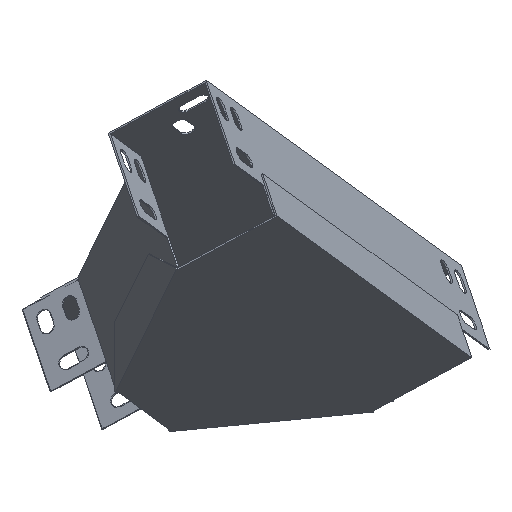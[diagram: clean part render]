
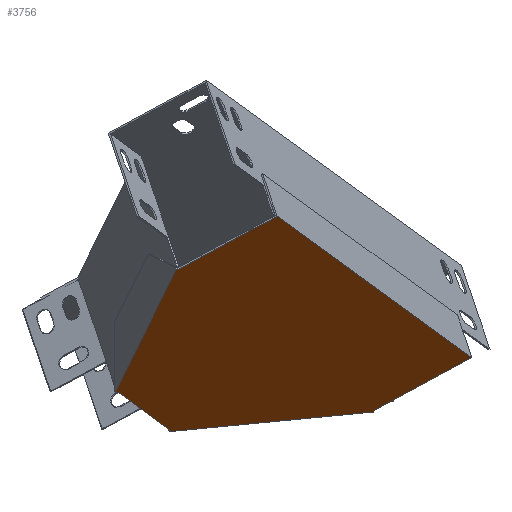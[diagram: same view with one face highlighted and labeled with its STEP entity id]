
A CAD part, front view. The second image highlights one B-rep face of the part: STEP entity #3756.
In plain terms, the highlighted planar face has unit normal (0.283, -0.485, -0.827).
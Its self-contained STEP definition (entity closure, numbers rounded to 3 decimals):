
#7 = VECTOR ( 'NONE', #5071, 1000. ) ;
#12 = DIRECTION ( 'NONE',  ( -0.283, 0.485, 0.827 ) ) ;
#35 = ORIENTED_EDGE ( 'NONE', *, *, #4901, .T. ) ;
#58 = CARTESIAN_POINT ( 'NONE',  ( -27.487, 118.101, 145.33 ) ) ;
#413 = ORIENTED_EDGE ( 'NONE', *, *, #5167, .T. ) ;
#548 = VECTOR ( 'NONE', #1632, 1000. ) ;
#607 = VECTOR ( 'NONE', #4097, 1000. ) ;
#778 = CARTESIAN_POINT ( 'NONE',  ( -32.544, 238.727, 72.817 ) ) ;
#792 = VECTOR ( 'NONE', #2850, 1000. ) ;
#834 = EDGE_CURVE ( 'NONE', #3785, #852, #2342, .T. ) ;
#852 = VERTEX_POINT ( 'NONE', #3604 ) ;
#907 = CARTESIAN_POINT ( 'NONE',  ( -31.505, 239.163, 72.917 ) ) ;
#917 = CARTESIAN_POINT ( 'NONE',  ( -55.506, 195.5, 90.331 ) ) ;
#1064 = LINE ( 'NONE', #4663, #7 ) ;
#1132 = CARTESIAN_POINT ( 'NONE',  ( 59.829, 276.171, 82.429 ) ) ;
#1148 = FACE_OUTER_BOUND ( 'NONE', #4260, .T. ) ;
#1180 = DIRECTION ( 'NONE',  ( 0.919, 0.385, 0.088 ) ) ;
#1231 = VERTEX_POINT ( 'NONE', #2560 ) ;
#1263 = CARTESIAN_POINT ( 'NONE',  ( -54.771, 195.808, 90.402 ) ) ;
#1595 = VECTOR ( 'NONE', #3561, 1000. ) ;
#1632 = DIRECTION ( 'NONE',  ( 0.455, 0.827, -0.33 ) ) ;
#1682 = CARTESIAN_POINT ( 'NONE',  ( -28.222, 117.793, 145.26 ) ) ;
#1707 = VERTEX_POINT ( 'NONE', #3986 ) ;
#1708 = EDGE_CURVE ( 'NONE', #1231, #4974, #4193, .T. ) ;
#1727 = ORIENTED_EDGE ( 'NONE', *, *, #1916, .F. ) ;
#1783 = ORIENTED_EDGE ( 'NONE', *, *, #3159, .T. ) ;
#1849 = LINE ( 'NONE', #1963, #1595 ) ;
#1916 = EDGE_CURVE ( 'NONE', #2558, #4639, #1064, .T. ) ;
#1963 = CARTESIAN_POINT ( 'NONE',  ( 15.965, 103.963, 168.484 ) ) ;
#1980 = CARTESIAN_POINT ( 'NONE',  ( 59.829, 276.171, 82.429 ) ) ;
#2004 = VERTEX_POINT ( 'NONE', #4216 ) ;
#2007 = PLANE ( 'NONE',  #4422 ) ;
#2293 = ORIENTED_EDGE ( 'NONE', *, *, #834, .T. ) ;
#2322 = DIRECTION ( 'NONE',  ( 0.276, -0.785, 0.555 ) ) ;
#2342 = LINE ( 'NONE', #1263, #3294 ) ;
#2393 = CARTESIAN_POINT ( 'NONE',  ( 16.126, 102.801, 169.221 ) ) ;
#2465 = ORIENTED_EDGE ( 'NONE', *, *, #3217, .F. ) ;
#2558 = VERTEX_POINT ( 'NONE', #907 ) ;
#2560 = CARTESIAN_POINT ( 'NONE',  ( 59.443, 277.27, 81.652 ) ) ;
#2593 = ORIENTED_EDGE ( 'NONE', *, *, #2994, .T. ) ;
#2799 = DIRECTION ( 'NONE',  ( 0.919, 0.385, 0.088 ) ) ;
#2803 = DIRECTION ( 'NONE',  ( -0.455, -0.827, 0.33 ) ) ;
#2850 = DIRECTION ( 'NONE',  ( 0.919, 0.385, 0.088 ) ) ;
#2994 = EDGE_CURVE ( 'NONE', #852, #4639, #4964, .T. ) ;
#3012 = VECTOR ( 'NONE', #2322, 1000. ) ;
#3048 = VECTOR ( 'NONE', #4013, 1000. ) ;
#3159 = EDGE_CURVE ( 'NONE', #2558, #1231, #4332, .T. ) ;
#3217 = EDGE_CURVE ( 'NONE', #2004, #1707, #3992, .T. ) ;
#3230 = CARTESIAN_POINT ( 'NONE',  ( -54.22, 196.039, 90.455 ) ) ;
#3294 = VECTOR ( 'NONE', #2799, 1000. ) ;
#3376 = CARTESIAN_POINT ( 'NONE',  ( -31.119, 238.064, 73.693 ) ) ;
#3561 = DIRECTION ( 'NONE',  ( -0.845, 0.283, -0.455 ) ) ;
#3581 = CARTESIAN_POINT ( 'NONE',  ( -55.818, 196.389, 89.703 ) ) ;
#3604 = CARTESIAN_POINT ( 'NONE',  ( -54.22, 196.039, 90.455 ) ) ;
#3606 = LINE ( 'NONE', #3581, #4769 ) ;
#3756 = ADVANCED_FACE ( 'NONE', ( #1148 ), #2007, .F. ) ;
#3785 = VERTEX_POINT ( 'NONE', #917 ) ;
#3986 = CARTESIAN_POINT ( 'NONE',  ( 103.406, 261.576, 105.894 ) ) ;
#3992 = LINE ( 'NONE', #2393, #607 ) ;
#4013 = DIRECTION ( 'NONE',  ( 0.845, -0.283, 0.455 ) ) ;
#4086 = CARTESIAN_POINT ( 'NONE',  ( -64.12, 224.236, 70.524 ) ) ;
#4097 = DIRECTION ( 'NONE',  ( 0.455, 0.827, -0.33 ) ) ;
#4193 = LINE ( 'NONE', #4465, #3012 ) ;
#4205 = CARTESIAN_POINT ( 'NONE',  ( -26.936, 118.332, 145.383 ) ) ;
#4216 = CARTESIAN_POINT ( 'NONE',  ( 16.641, 103.736, 168.848 ) ) ;
#4257 = LINE ( 'NONE', #1132, #3048 ) ;
#4260 = EDGE_LOOP ( 'NONE', ( #2593, #1727, #1783, #4731, #413, #2465, #35, #4273, #4532, #2293 ) ) ;
#4273 = ORIENTED_EDGE ( 'NONE', *, *, #4339, .F. ) ;
#4332 = LINE ( 'NONE', #778, #5153 ) ;
#4339 = EDGE_CURVE ( 'NONE', #5144, #5152, #5091, .T. ) ;
#4422 = AXIS2_PLACEMENT_3D ( 'NONE', #4086, #12, #2803 ) ;
#4465 = CARTESIAN_POINT ( 'NONE',  ( 59.663, 276.642, 82.096 ) ) ;
#4532 = ORIENTED_EDGE ( 'NONE', *, *, #4937, .F. ) ;
#4639 = VERTEX_POINT ( 'NONE', #3376 ) ;
#4663 = CARTESIAN_POINT ( 'NONE',  ( -31.284, 238.535, 73.36 ) ) ;
#4731 = ORIENTED_EDGE ( 'NONE', *, *, #1708, .T. ) ;
#4769 = VECTOR ( 'NONE', #4949, 1000. ) ;
#4901 = EDGE_CURVE ( 'NONE', #2004, #5152, #1849, .T. ) ;
#4937 = EDGE_CURVE ( 'NONE', #3785, #5144, #3606, .T. ) ;
#4949 = DIRECTION ( 'NONE',  ( 0.276, -0.785, 0.555 ) ) ;
#4964 = LINE ( 'NONE', #3230, #548 ) ;
#4974 = VERTEX_POINT ( 'NONE', #1980 ) ;
#5071 = DIRECTION ( 'NONE',  ( 0.276, -0.785, 0.555 ) ) ;
#5091 = LINE ( 'NONE', #58, #792 ) ;
#5144 = VERTEX_POINT ( 'NONE', #1682 ) ;
#5152 = VERTEX_POINT ( 'NONE', #4205 ) ;
#5153 = VECTOR ( 'NONE', #1180, 1000. ) ;
#5167 = EDGE_CURVE ( 'NONE', #4974, #1707, #4257, .T. ) ;
